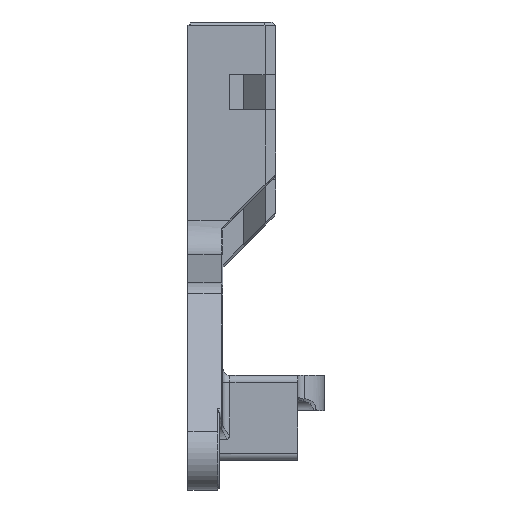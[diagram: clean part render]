
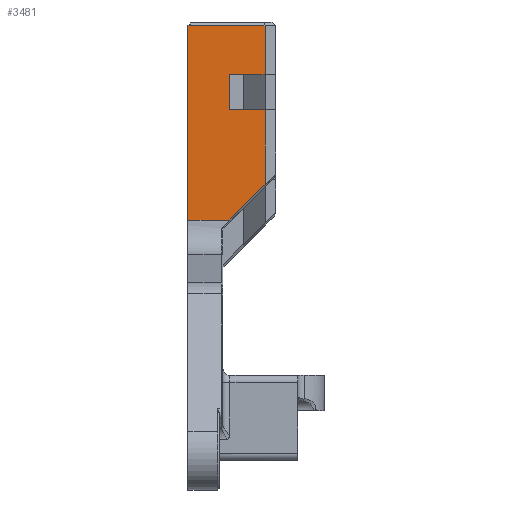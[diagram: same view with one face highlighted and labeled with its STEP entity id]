
A CAD part, left-side view. The second image highlights one B-rep face of the part: STEP entity #3481.
In plain terms, the highlighted planar face has unit normal (-1, 0, 0).
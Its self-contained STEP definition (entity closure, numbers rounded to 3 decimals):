
#125=PLANE('',#3773);
#216=B_SPLINE_CURVE_WITH_KNOTS('',3,(#5651,#5652,#5653,#5654),
 .UNSPECIFIED.,.F.,.F.,(4,4),(-1.571,-1.535),
 .UNSPECIFIED.);
#340=FACE_OUTER_BOUND('',#548,.T.);
#548=EDGE_LOOP('',(#2918,#2919,#2920,#2921,#2922,#2923,#2924,#2925,#2926,
#2927,#2928));
#801=LINE('',#5107,#1171);
#869=LINE('',#5546,#1239);
#946=LINE('',#6043,#1316);
#953=LINE('',#6066,#1323);
#954=LINE('',#6068,#1324);
#955=LINE('',#6070,#1325);
#956=LINE('',#6072,#1326);
#957=LINE('',#6074,#1327);
#958=LINE('',#6076,#1328);
#959=LINE('',#6077,#1329);
#1171=VECTOR('',#4088,10.);
#1239=VECTOR('',#4308,10.);
#1316=VECTOR('',#4463,10.);
#1323=VECTOR('',#4488,10.);
#1324=VECTOR('',#4489,10.);
#1325=VECTOR('',#4490,10.);
#1326=VECTOR('',#4491,10.);
#1327=VECTOR('',#4492,10.);
#1328=VECTOR('',#4493,10.);
#1329=VECTOR('',#4494,10.);
#1574=VERTEX_POINT('',#5104);
#1575=VERTEX_POINT('',#5106);
#1651=VERTEX_POINT('',#5544);
#1652=VERTEX_POINT('',#5545);
#1664=VERTEX_POINT('',#5612);
#1713=VERTEX_POINT('',#6065);
#1714=VERTEX_POINT('',#6067);
#1715=VERTEX_POINT('',#6069);
#1716=VERTEX_POINT('',#6071);
#1717=VERTEX_POINT('',#6073);
#1718=VERTEX_POINT('',#6075);
#1922=EDGE_CURVE('',#1575,#1574,#801,.T.);
#2044=EDGE_CURVE('',#1651,#1652,#869,.T.);
#2066=EDGE_CURVE('',#1652,#1664,#216,.T.);
#2142=EDGE_CURVE('',#1664,#1574,#946,.T.);
#2153=EDGE_CURVE('',#1713,#1651,#953,.T.);
#2154=EDGE_CURVE('',#1713,#1714,#954,.T.);
#2155=EDGE_CURVE('',#1715,#1714,#955,.T.);
#2156=EDGE_CURVE('',#1715,#1716,#956,.T.);
#2157=EDGE_CURVE('',#1717,#1716,#957,.T.);
#2158=EDGE_CURVE('',#1718,#1717,#958,.T.);
#2159=EDGE_CURVE('',#1575,#1718,#959,.T.);
#2918=ORIENTED_EDGE('',*,*,#2044,.F.);
#2919=ORIENTED_EDGE('',*,*,#2153,.F.);
#2920=ORIENTED_EDGE('',*,*,#2154,.T.);
#2921=ORIENTED_EDGE('',*,*,#2155,.F.);
#2922=ORIENTED_EDGE('',*,*,#2156,.T.);
#2923=ORIENTED_EDGE('',*,*,#2157,.F.);
#2924=ORIENTED_EDGE('',*,*,#2158,.F.);
#2925=ORIENTED_EDGE('',*,*,#2159,.F.);
#2926=ORIENTED_EDGE('',*,*,#1922,.T.);
#2927=ORIENTED_EDGE('',*,*,#2142,.F.);
#2928=ORIENTED_EDGE('',*,*,#2066,.F.);
#3481=ADVANCED_FACE('',(#340),#125,.T.);
#3773=AXIS2_PLACEMENT_3D('',#6064,#4486,#4487);
#4088=DIRECTION('',(0.,0.,-1.));
#4308=DIRECTION('',(0.,0.707,-0.707));
#4463=DIRECTION('',(0.,1.,0.));
#4486=DIRECTION('center_axis',(-1.,0.,0.));
#4487=DIRECTION('ref_axis',(0.,0.,1.));
#4488=DIRECTION('',(0.,0.,-1.));
#4489=DIRECTION('',(0.,1.,0.));
#4490=DIRECTION('',(0.,0.,-1.));
#4491=DIRECTION('',(0.,-1.,0.));
#4492=DIRECTION('',(0.,0.,-1.));
#4493=DIRECTION('',(0.,-1.,0.));
#4494=DIRECTION('',(0.,-0.816,0.577));
#5104=CARTESIAN_POINT('',(0.953,7.27,87.498));
#5106=CARTESIAN_POINT('',(0.953,7.27,115.052));
#5107=CARTESIAN_POINT('',(0.953,7.27,69.679));
#5544=CARTESIAN_POINT('',(0.953,-3.73,92.583));
#5545=CARTESIAN_POINT('',(0.953,1.177,87.675));
#5546=CARTESIAN_POINT('',(0.953,1.947,86.906));
#5612=CARTESIAN_POINT('',(0.953,1.354,87.498));
#5651=CARTESIAN_POINT('Ctrl Pts',(0.953,1.177,87.675));
#5652=CARTESIAN_POINT('Ctrl Pts',(0.953,1.236,87.616));
#5653=CARTESIAN_POINT('Ctrl Pts',(0.953,1.295,87.557));
#5654=CARTESIAN_POINT('Ctrl Pts',(0.953,1.354,87.498));
#6043=CARTESIAN_POINT('',(0.953,3.02,87.498));
#6064=CARTESIAN_POINT('Origin',(0.953,2.27,83.229));
#6065=CARTESIAN_POINT('',(0.953,-3.73,103.229));
#6066=CARTESIAN_POINT('',(0.953,-3.73,92.604));
#6067=CARTESIAN_POINT('',(0.953,1.27,103.229));
#6068=CARTESIAN_POINT('',(0.953,-0.73,103.229));
#6069=CARTESIAN_POINT('',(0.953,1.27,108.229));
#6070=CARTESIAN_POINT('',(0.953,1.27,95.729));
#6071=CARTESIAN_POINT('',(0.953,-3.73,108.229));
#6072=CARTESIAN_POINT('',(0.953,-0.73,108.229));
#6073=CARTESIAN_POINT('',(0.953,-3.73,115.229));
#6074=CARTESIAN_POINT('',(0.953,-3.73,92.604));
#6075=CARTESIAN_POINT('',(0.953,7.02,115.229));
#6076=CARTESIAN_POINT('',(0.953,-0.23,115.229));
#6077=CARTESIAN_POINT('',(0.953,12.528,111.334));
